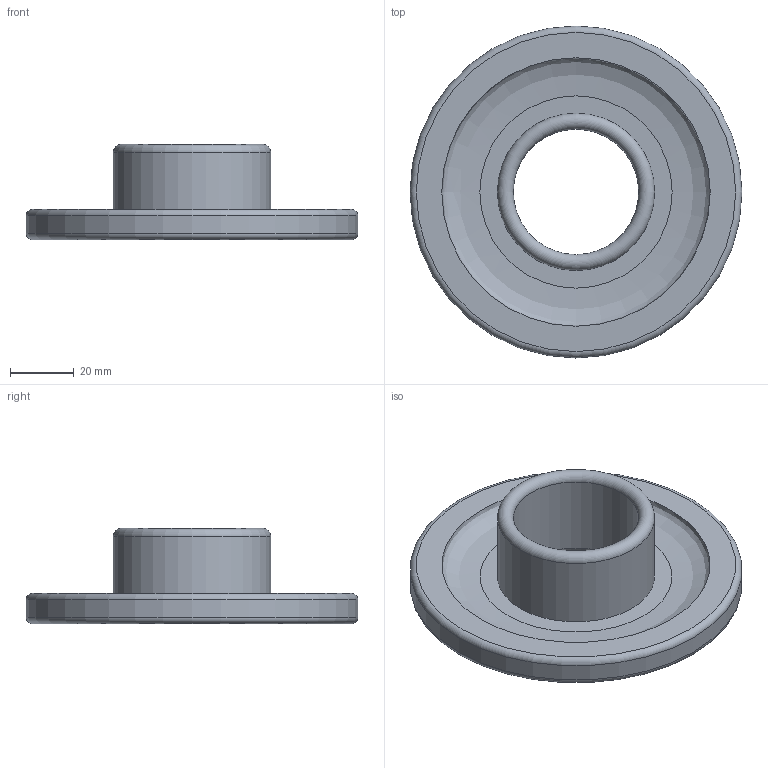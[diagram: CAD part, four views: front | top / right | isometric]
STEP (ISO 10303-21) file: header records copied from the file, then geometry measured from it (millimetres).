
FILE_DESCRIPTION(/* description */ ('STEP AP242','CAx-IF Rec.Pracs.---Representation and Presentation of Product Manufacturing Information (PMI)---4.0---2014-10-13','CAx-IF Rec.Pracs.---3D Tessellated Geometry---0.4---2014-09-14','2;1'),/* implementation_level */ '2;1');
FILE_NAME(/* name */ '6501c0fb8779744b4e34ed97',/* time_stamp */ '2023-09-13T14:02:36Z',/* author */ (''),/* organization */ (''),/* preprocessor_version */ 'ST-DEVELOPER v19.4',/* originating_system */ ' ',/* authorisation */ ' ');
FILE_SCHEMA (('AP242_MANAGED_MODEL_BASED_3D_ENGINEERING_MIM_LF { 1 0 10303 442 1 1 4 }'));
Length unit declared in the file: metre
Products named in the file (1): Part 1
Bounding box: 104.5 x 104.5 x 29.99 mm (x, y, z)
Volume: 68803.4 mm3; surface area: 24968.1 mm2
Topology: 1 solids, 1 shells, 11 faces, 19 edges, 11 vertices
Faces by surface type: torus 4, cylinder 3, plane 3, bspline 1
Full cylindrical faces by diameter (mm): 39.5 x1, 49.5 x1, 104.5 x1
Entity records: 322 total; most frequent: CARTESIAN_POINT 109, DIRECTION 44, ORIENTED_EDGE 22, EDGE_LOOP 22, FACE_BOUND 22, AXIS2_PLACEMENT_3D 22, EDGE_CURVE 11, VERTEX_POINT 11
